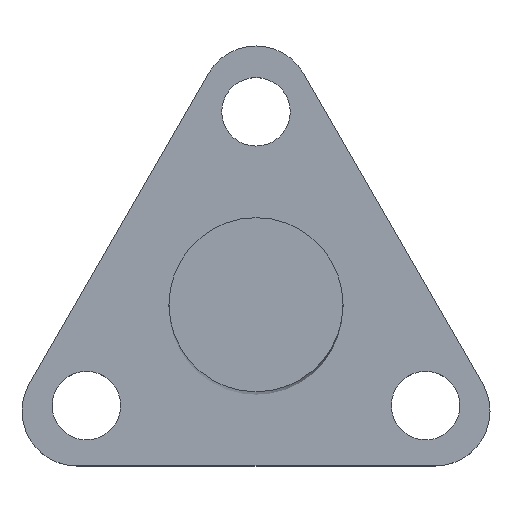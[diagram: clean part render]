
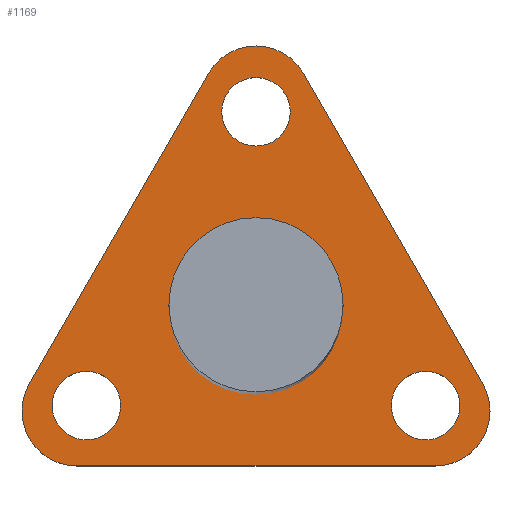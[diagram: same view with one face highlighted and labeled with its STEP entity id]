
A CAD part, top view. The second image highlights one B-rep face of the part: STEP entity #1169.
In plain terms, the highlighted planar face has unit normal (0, 0, 1).
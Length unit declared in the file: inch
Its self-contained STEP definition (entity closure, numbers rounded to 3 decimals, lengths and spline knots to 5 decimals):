
#279=CARTESIAN_POINT('',(0.58556,-0.28125,1.035));
#280=VERTEX_POINT('',#279);
#296=CARTESIAN_POINT('',(0.38871,-0.28125,1.035));
#297=VERTEX_POINT('',#296);
#304=CARTESIAN_POINT('',(0.48714,-0.28125,1.035));
#305=DIRECTION('',(0.0,0.0,-1.0));
#306=DIRECTION('',(1.0,0.0,0.0));
#307=AXIS2_PLACEMENT_3D('',#304,#305,#306);
#308=CIRCLE('',#307,0.09843);
#309=EDGE_CURVE('',#280,#297,#308,.T.);
#342=CARTESIAN_POINT('',(0.09843,0.5625,1.035));
#343=VERTEX_POINT('',#342);
#359=CARTESIAN_POINT('',(-0.09843,0.5625,1.035));
#360=VERTEX_POINT('',#359);
#367=CARTESIAN_POINT('',(0.,0.5625,1.035));
#368=DIRECTION('',(0.0,0.0,-1.0));
#369=DIRECTION('',(1.0,0.0,0.0));
#370=AXIS2_PLACEMENT_3D('',#367,#368,#369);
#371=CIRCLE('',#370,0.09843);
#372=EDGE_CURVE('',#343,#360,#371,.T.);
#405=CARTESIAN_POINT('',(-0.38871,-0.28125,1.035));
#406=VERTEX_POINT('',#405);
#422=CARTESIAN_POINT('',(-0.58556,-0.28125,1.035));
#423=VERTEX_POINT('',#422);
#430=CARTESIAN_POINT('',(-0.48714,-0.28125,1.035));
#431=DIRECTION('',(0.0,0.0,-1.0));
#432=DIRECTION('',(1.0,0.0,0.0));
#433=AXIS2_PLACEMENT_3D('',#430,#431,#432);
#434=CIRCLE('',#433,0.09843);
#435=EDGE_CURVE('',#406,#423,#434,.T.);
#447=CARTESIAN_POINT('',(-0.65102,-0.37587,1.035));
#448=VERTEX_POINT('',#447);
#464=CARTESIAN_POINT('',(-0.51464,-0.45461,1.035));
#465=VERTEX_POINT('',#464);
#472=CARTESIAN_POINT('',(-0.51464,-0.29713,1.035));
#473=DIRECTION('',(0.0,0.0,-1.0));
#474=DIRECTION('',(-0.866,-0.5,0.0));
#475=AXIS2_PLACEMENT_3D('',#472,#473,#474);
#476=CIRCLE('',#475,0.15748);
#477=EDGE_CURVE('',#465,#448,#476,.T.);
#489=CARTESIAN_POINT('',(0.65102,-0.37587,1.035));
#490=VERTEX_POINT('',#489);
#506=CARTESIAN_POINT('',(0.65102,-0.21839,1.035));
#507=VERTEX_POINT('',#506);
#514=CARTESIAN_POINT('',(0.51464,-0.29713,1.035));
#515=DIRECTION('',(0.0,0.0,-1.0));
#516=DIRECTION('',(0.866,-0.5,0.0));
#517=AXIS2_PLACEMENT_3D('',#514,#515,#516);
#518=CIRCLE('',#517,0.15748);
#519=EDGE_CURVE('',#507,#490,#518,.T.);
#531=CARTESIAN_POINT('',(0.,0.75173,1.035));
#532=VERTEX_POINT('',#531);
#548=CARTESIAN_POINT('',(-0.13638,0.67299,1.035));
#549=VERTEX_POINT('',#548);
#556=CARTESIAN_POINT('',(0.,0.59425,1.035));
#557=DIRECTION('',(0.0,0.0,-1.0));
#558=DIRECTION('',(0.0,1.0,0.0));
#559=AXIS2_PLACEMENT_3D('',#556,#557,#558);
#560=CIRCLE('',#559,0.15748);
#561=EDGE_CURVE('',#549,#532,#560,.T.);
#592=CARTESIAN_POINT('',(-0.205,0.,1.035));
#593=VERTEX_POINT('',#592);
#602=CARTESIAN_POINT('',(0.205,0.,1.035));
#603=VERTEX_POINT('',#602);
#604=CARTESIAN_POINT('',(0.0,0.0,1.035));
#605=DIRECTION('',(0.0,0.0,-1.0));
#606=DIRECTION('',(-1.0,0.0,0.0));
#607=AXIS2_PLACEMENT_3D('',#604,#605,#606);
#608=CIRCLE('',#607,0.205);
#609=EDGE_CURVE('',#603,#593,#608,.T.);
#794=CARTESIAN_POINT('',(0.0,0.0,1.035));
#795=DIRECTION('',(0.0,0.0,-1.0));
#796=DIRECTION('',(-1.0,0.0,0.0));
#797=AXIS2_PLACEMENT_3D('',#794,#795,#796);
#798=CIRCLE('',#797,0.205);
#799=EDGE_CURVE('',#593,#603,#798,.T.);
#810=CARTESIAN_POINT('',(0.13638,0.67299,1.035));
#811=VERTEX_POINT('',#810);
#812=CARTESIAN_POINT('',(0.,0.59425,1.035));
#813=DIRECTION('',(0.0,0.0,-1.0));
#814=DIRECTION('',(0.0,1.0,0.0));
#815=AXIS2_PLACEMENT_3D('',#812,#813,#814);
#816=CIRCLE('',#815,0.15748);
#817=EDGE_CURVE('',#532,#811,#816,.T.);
#851=CARTESIAN_POINT('',(-0.65102,-0.21839,1.035));
#852=VERTEX_POINT('',#851);
#859=CARTESIAN_POINT('',(-0.65102,-0.21839,1.035));
#860=DIRECTION('',(0.5,0.866,0.0));
#861=VECTOR('',#860,1.02928);
#862=LINE('',#859,#861);
#863=EDGE_CURVE('',#852,#549,#862,.T.);
#949=CARTESIAN_POINT('',(0.51464,-0.45461,1.035));
#950=VERTEX_POINT('',#949);
#951=CARTESIAN_POINT('',(0.51464,-0.29713,1.035));
#952=DIRECTION('',(0.0,0.0,-1.0));
#953=DIRECTION('',(0.866,-0.5,0.0));
#954=AXIS2_PLACEMENT_3D('',#951,#952,#953);
#955=CIRCLE('',#954,0.15748);
#956=EDGE_CURVE('',#490,#950,#955,.T.);
#974=CARTESIAN_POINT('',(0.51464,-0.45461,1.035));
#975=DIRECTION('',(-1.0,0.0,0.0));
#976=VECTOR('',#975,1.02928);
#977=LINE('',#974,#976);
#978=EDGE_CURVE('',#950,#465,#977,.T.);
#991=CARTESIAN_POINT('',(-0.51464,-0.29713,1.035));
#992=DIRECTION('',(0.0,0.0,-1.0));
#993=DIRECTION('',(-0.866,-0.5,0.0));
#994=AXIS2_PLACEMENT_3D('',#991,#992,#993);
#995=CIRCLE('',#994,0.15748);
#996=EDGE_CURVE('',#448,#852,#995,.T.);
#1030=CARTESIAN_POINT('',(-0.48714,-0.28125,1.035));
#1031=DIRECTION('',(0.0,0.0,-1.0));
#1032=DIRECTION('',(1.0,0.0,0.0));
#1033=AXIS2_PLACEMENT_3D('',#1030,#1031,#1032);
#1034=CIRCLE('',#1033,0.09843);
#1035=EDGE_CURVE('',#423,#406,#1034,.T.);
#1069=CARTESIAN_POINT('',(0.,0.5625,1.035));
#1070=DIRECTION('',(0.0,0.0,-1.0));
#1071=DIRECTION('',(1.0,0.0,0.0));
#1072=AXIS2_PLACEMENT_3D('',#1069,#1070,#1071);
#1073=CIRCLE('',#1072,0.09843);
#1074=EDGE_CURVE('',#360,#343,#1073,.T.);
#1108=CARTESIAN_POINT('',(0.48714,-0.28125,1.035));
#1109=DIRECTION('',(0.0,0.0,-1.0));
#1110=DIRECTION('',(1.0,0.0,0.0));
#1111=AXIS2_PLACEMENT_3D('',#1108,#1109,#1110);
#1112=CIRCLE('',#1111,0.09843);
#1113=EDGE_CURVE('',#297,#280,#1112,.T.);
#1126=CARTESIAN_POINT('',(0.13638,0.67299,1.035));
#1127=DIRECTION('',(0.5,-0.866,0.0));
#1128=VECTOR('',#1127,1.02928);
#1129=LINE('',#1126,#1128);
#1130=EDGE_CURVE('',#811,#507,#1129,.T.);
#1137=CARTESIAN_POINT('',(0.,0.,1.035));
#1138=DIRECTION('',(0.0,0.0,1.0));
#1139=DIRECTION('',(1.0,0.0,0.0));
#1140=AXIS2_PLACEMENT_3D('',#1137,#1138,#1139);
#1141=PLANE('',#1140);
#1142=ORIENTED_EDGE('',*,*,#561,.F.);
#1143=ORIENTED_EDGE('',*,*,#863,.F.);
#1144=ORIENTED_EDGE('',*,*,#996,.F.);
#1145=ORIENTED_EDGE('',*,*,#477,.F.);
#1146=ORIENTED_EDGE('',*,*,#978,.F.);
#1147=ORIENTED_EDGE('',*,*,#956,.F.);
#1148=ORIENTED_EDGE('',*,*,#519,.F.);
#1149=ORIENTED_EDGE('',*,*,#1130,.F.);
#1150=ORIENTED_EDGE('',*,*,#817,.F.);
#1151=EDGE_LOOP('',(#1142,#1143,#1144,#1145,#1146,#1147,#1148,#1149,#1150));
#1152=FACE_OUTER_BOUND('',#1151,.T.);
#1153=ORIENTED_EDGE('',*,*,#609,.T.);
#1154=ORIENTED_EDGE('',*,*,#799,.T.);
#1155=EDGE_LOOP('',(#1153,#1154));
#1156=FACE_BOUND('',#1155,.T.);
#1157=ORIENTED_EDGE('',*,*,#435,.T.);
#1158=ORIENTED_EDGE('',*,*,#1035,.T.);
#1159=EDGE_LOOP('',(#1157,#1158));
#1160=FACE_BOUND('',#1159,.T.);
#1161=ORIENTED_EDGE('',*,*,#372,.T.);
#1162=ORIENTED_EDGE('',*,*,#1074,.T.);
#1163=EDGE_LOOP('',(#1161,#1162));
#1164=FACE_BOUND('',#1163,.T.);
#1165=ORIENTED_EDGE('',*,*,#309,.T.);
#1166=ORIENTED_EDGE('',*,*,#1113,.T.);
#1167=EDGE_LOOP('',(#1165,#1166));
#1168=FACE_BOUND('',#1167,.T.);
#1169=ADVANCED_FACE('',(#1152,#1156,#1160,#1164,#1168),#1141,.T.);
